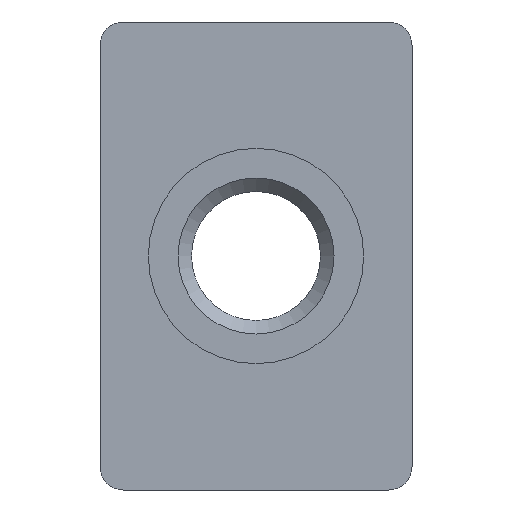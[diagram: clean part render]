
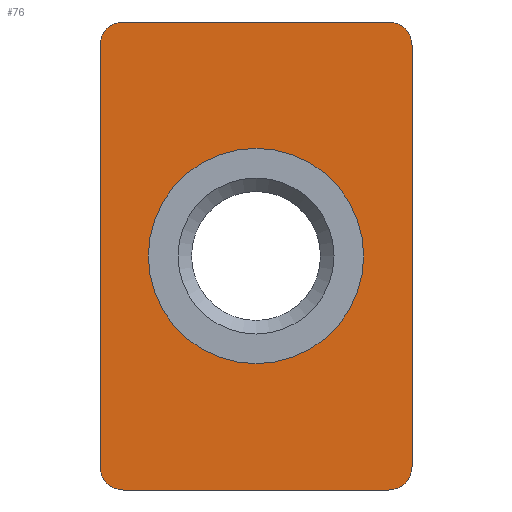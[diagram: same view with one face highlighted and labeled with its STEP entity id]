
A CAD part, left-side view. The second image highlights one B-rep face of the part: STEP entity #76.
In plain terms, the highlighted planar face has unit normal (-1, 0, 0).
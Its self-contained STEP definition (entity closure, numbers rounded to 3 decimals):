
#76 = ADVANCED_FACE( '', ( #94, #95 ), #96, .F. );
#94 = FACE_OUTER_BOUND( '', #131, .T. );
#95 = FACE_BOUND( '', #132, .T. );
#96 = PLANE( '', #133 );
#131 = EDGE_LOOP( '', ( #170, #171, #172, #173, #174, #175, #176, #177 ) );
#132 = EDGE_LOOP( '', ( #178 ) );
#133 = AXIS2_PLACEMENT_3D( '', #179, #180, #181 );
#170 = ORIENTED_EDGE( '', *, *, #272, .T. );
#171 = ORIENTED_EDGE( '', *, *, #273, .T. );
#172 = ORIENTED_EDGE( '', *, *, #274, .T. );
#173 = ORIENTED_EDGE( '', *, *, #275, .T. );
#174 = ORIENTED_EDGE( '', *, *, #276, .T. );
#175 = ORIENTED_EDGE( '', *, *, #277, .T. );
#176 = ORIENTED_EDGE( '', *, *, #278, .T. );
#177 = ORIENTED_EDGE( '', *, *, #279, .T. );
#178 = ORIENTED_EDGE( '', *, *, #270, .T. );
#179 = CARTESIAN_POINT( '', ( -1.6, 3.45, 0. ) );
#180 = DIRECTION( '', ( 1., 0., 0. ) );
#181 = DIRECTION( '', ( 0., 0., -1. ) );
#270 = EDGE_CURVE( '', #300, #300, #301, .T. );
#272 = EDGE_CURVE( '', #304, #305, #306, .T. );
#273 = EDGE_CURVE( '', #305, #307, #308, .F. );
#274 = EDGE_CURVE( '', #307, #309, #310, .T. );
#275 = EDGE_CURVE( '', #309, #311, #312, .F. );
#276 = EDGE_CURVE( '', #311, #313, #314, .T. );
#277 = EDGE_CURVE( '', #313, #315, #316, .F. );
#278 = EDGE_CURVE( '', #315, #317, #318, .T. );
#279 = EDGE_CURVE( '', #317, #304, #319, .F. );
#300 = VERTEX_POINT( '', #352 );
#301 = CIRCLE( '', #353, 3.45 );
#304 = VERTEX_POINT( '', #356 );
#305 = VERTEX_POINT( '', #357 );
#306 = LINE( '', #358, #359 );
#307 = VERTEX_POINT( '', #360 );
#308 = CIRCLE( '', #361, 0.75 );
#309 = VERTEX_POINT( '', #362 );
#310 = LINE( '', #363, #364 );
#311 = VERTEX_POINT( '', #365 );
#312 = CIRCLE( '', #366, 0.75 );
#313 = VERTEX_POINT( '', #367 );
#314 = LINE( '', #368, #369 );
#315 = VERTEX_POINT( '', #370 );
#316 = CIRCLE( '', #371, 0.75 );
#317 = VERTEX_POINT( '', #372 );
#318 = LINE( '', #373, #374 );
#319 = CIRCLE( '', #375, 0.75 );
#352 = CARTESIAN_POINT( '', ( -1.6, 0., -3.45 ) );
#353 = AXIS2_PLACEMENT_3D( '', #420, #421, #422 );
#356 = CARTESIAN_POINT( '', ( -1.6, 5., 6.75 ) );
#357 = CARTESIAN_POINT( '', ( -1.6, 5., -6.75 ) );
#358 = CARTESIAN_POINT( '', ( -1.6, 5., -6.75 ) );
#359 = VECTOR( '', #426, 1000. );
#360 = CARTESIAN_POINT( '', ( -1.6, 4.25, -7.5 ) );
#361 = AXIS2_PLACEMENT_3D( '', #427, #428, #429 );
#362 = CARTESIAN_POINT( '', ( -1.6, -4.25, -7.5 ) );
#363 = CARTESIAN_POINT( '', ( -1.6, -4.25, -7.5 ) );
#364 = VECTOR( '', #430, 1000. );
#365 = CARTESIAN_POINT( '', ( -1.6, -5., -6.75 ) );
#366 = AXIS2_PLACEMENT_3D( '', #431, #432, #433 );
#367 = CARTESIAN_POINT( '', ( -1.6, -5., 6.75 ) );
#368 = CARTESIAN_POINT( '', ( -1.6, -5., 6.75 ) );
#369 = VECTOR( '', #434, 1000. );
#370 = CARTESIAN_POINT( '', ( -1.6, -4.25, 7.5 ) );
#371 = AXIS2_PLACEMENT_3D( '', #435, #436, #437 );
#372 = CARTESIAN_POINT( '', ( -1.6, 4.25, 7.5 ) );
#373 = CARTESIAN_POINT( '', ( -1.6, 4.25, 7.5 ) );
#374 = VECTOR( '', #438, 1000. );
#375 = AXIS2_PLACEMENT_3D( '', #439, #440, #441 );
#420 = CARTESIAN_POINT( '', ( -1.6, 0., 0. ) );
#421 = DIRECTION( '', ( 1., 0., 0. ) );
#422 = DIRECTION( '', ( 0., 0., -1. ) );
#426 = DIRECTION( '', ( 0., 0., -1. ) );
#427 = CARTESIAN_POINT( '', ( -1.6, 4.25, -6.75 ) );
#428 = DIRECTION( '', ( 1., 0., 0. ) );
#429 = DIRECTION( '', ( 0., 0., -1. ) );
#430 = DIRECTION( '', ( 0., -1., 0. ) );
#431 = CARTESIAN_POINT( '', ( -1.6, -4.25, -6.75 ) );
#432 = DIRECTION( '', ( 1., 0., 0. ) );
#433 = DIRECTION( '', ( 0., 0., -1. ) );
#434 = DIRECTION( '', ( 0., 0., 1. ) );
#435 = CARTESIAN_POINT( '', ( -1.6, -4.25, 6.75 ) );
#436 = DIRECTION( '', ( 1., 0., 0. ) );
#437 = DIRECTION( '', ( 0., 0., -1. ) );
#438 = DIRECTION( '', ( 0., 1., 0. ) );
#439 = CARTESIAN_POINT( '', ( -1.6, 4.25, 6.75 ) );
#440 = DIRECTION( '', ( 1., 0., 0. ) );
#441 = DIRECTION( '', ( 0., 0., -1. ) );
